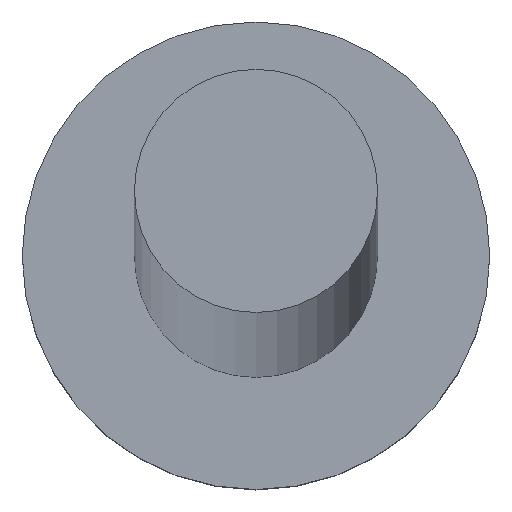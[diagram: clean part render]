
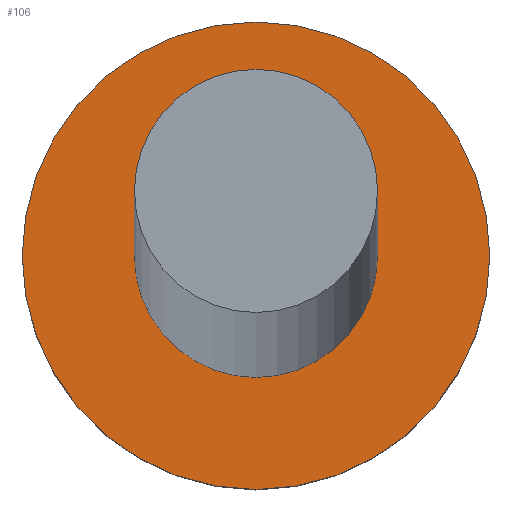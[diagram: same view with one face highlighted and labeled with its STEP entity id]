
A CAD part, top view. The second image highlights one B-rep face of the part: STEP entity #106.
In plain terms, the highlighted planar face has unit normal (0, 0, 1).
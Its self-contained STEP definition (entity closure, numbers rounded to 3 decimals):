
#6 = ORIENTED_EDGE ( 'NONE', *, *, #19, .F. ) ;
#8 = DIRECTION ( 'NONE',  ( 1., 0., 0. ) ) ;
#10 = CARTESIAN_POINT ( 'NONE',  ( 2.6, 0., 5. ) ) ;
#19 = EDGE_CURVE ( 'NONE', #187, #35, #243, .T. ) ;
#21 = EDGE_CURVE ( 'NONE', #34, #197, #134, .T. ) ;
#22 = AXIS2_PLACEMENT_3D ( 'NONE', #190, #203, #87 ) ;
#24 = CARTESIAN_POINT ( 'NONE',  ( 0., 0., 5. ) ) ;
#27 = CARTESIAN_POINT ( 'NONE',  ( -2.6, 0., 5. ) ) ;
#31 = CARTESIAN_POINT ( 'NONE',  ( 5., 0., 5. ) ) ;
#34 = VERTEX_POINT ( 'NONE', #31 ) ;
#35 = VERTEX_POINT ( 'NONE', #27 ) ;
#44 = FACE_BOUND ( 'NONE', #173, .T. ) ;
#45 = DIRECTION ( 'NONE',  ( 0., 0., 1. ) ) ;
#60 = ORIENTED_EDGE ( 'NONE', *, *, #62, .T. ) ;
#61 = AXIS2_PLACEMENT_3D ( 'NONE', #139, #206, #8 ) ;
#62 = EDGE_CURVE ( 'NONE', #197, #34, #217, .T. ) ;
#63 = DIRECTION ( 'NONE',  ( 0., 0., 1. ) ) ;
#81 = AXIS2_PLACEMENT_3D ( 'NONE', #154, #63, #109 ) ;
#87 = DIRECTION ( 'NONE',  ( 1., 0., 0. ) ) ;
#90 = EDGE_LOOP ( 'NONE', ( #60, #205 ) ) ;
#104 = AXIS2_PLACEMENT_3D ( 'NONE', #24, #219, #242 ) ;
#106 = ADVANCED_FACE ( 'NONE', ( #44, #241 ), #118, .T. ) ;
#109 = DIRECTION ( 'NONE',  ( 1., 0., 0. ) ) ;
#118 = PLANE ( 'NONE',  #22 ) ;
#119 = EDGE_CURVE ( 'NONE', #35, #187, #181, .T. ) ;
#122 = CARTESIAN_POINT ( 'NONE',  ( -5., 0., 5. ) ) ;
#134 = CIRCLE ( 'NONE', #225, 5. ) ;
#139 = CARTESIAN_POINT ( 'NONE',  ( 0., 0., 5. ) ) ;
#154 = CARTESIAN_POINT ( 'NONE',  ( 0., 0., 5. ) ) ;
#173 = EDGE_LOOP ( 'NONE', ( #209, #6 ) ) ;
#181 = CIRCLE ( 'NONE', #61, 2.6 ) ;
#185 = DIRECTION ( 'NONE',  ( 1., 0., 0. ) ) ;
#187 = VERTEX_POINT ( 'NONE', #10 ) ;
#190 = CARTESIAN_POINT ( 'NONE',  ( 0., 0., 5. ) ) ;
#197 = VERTEX_POINT ( 'NONE', #122 ) ;
#203 = DIRECTION ( 'NONE',  ( 0., 0., 1. ) ) ;
#205 = ORIENTED_EDGE ( 'NONE', *, *, #21, .T. ) ;
#206 = DIRECTION ( 'NONE',  ( 0., 0., 1. ) ) ;
#209 = ORIENTED_EDGE ( 'NONE', *, *, #119, .F. ) ;
#217 = CIRCLE ( 'NONE', #104, 5. ) ;
#219 = DIRECTION ( 'NONE',  ( 0., 0., 1. ) ) ;
#225 = AXIS2_PLACEMENT_3D ( 'NONE', #226, #45, #185 ) ;
#226 = CARTESIAN_POINT ( 'NONE',  ( 0., 0., 5. ) ) ;
#241 = FACE_OUTER_BOUND ( 'NONE', #90, .T. ) ;
#242 = DIRECTION ( 'NONE',  ( 1., 0., 0. ) ) ;
#243 = CIRCLE ( 'NONE', #81, 2.6 ) ;
